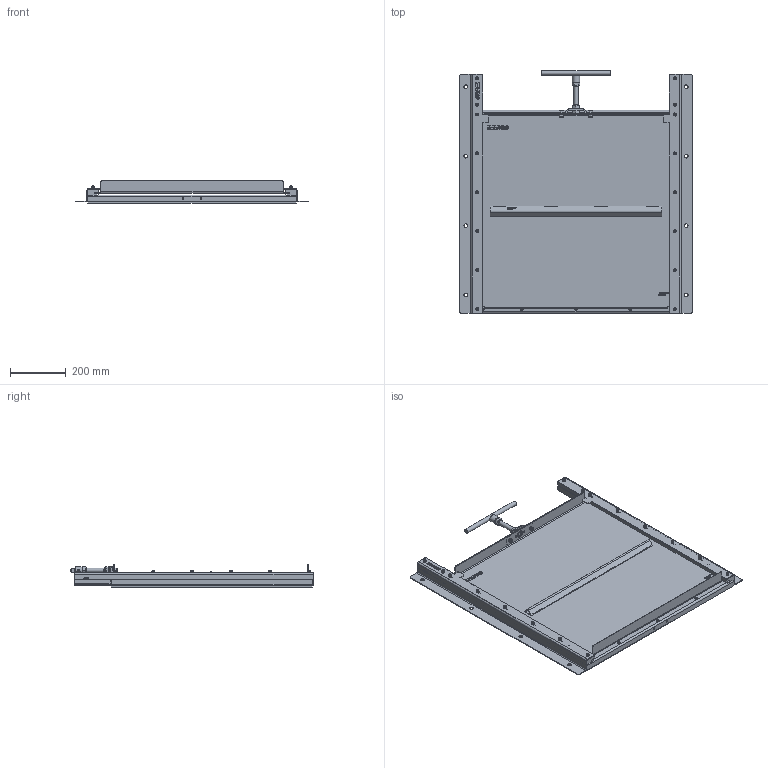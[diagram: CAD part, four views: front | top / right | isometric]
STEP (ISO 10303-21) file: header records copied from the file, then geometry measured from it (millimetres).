
FILE_DESCRIPTION (( 'STEP AP203' ), '1' );
FILE_NAME ('sps-tl630.STEP', '2024-03-27T12:39:54', ( '' ), ( '' ), 'SwSTEP 2.0', 'SolidWorks 2023', '' );
FILE_SCHEMA (( 'CONFIG_CONTROL_DESIGN' ));
Length unit declared in the file: millimetre
Products named in the file (1): sps-tl630
Bounding box: 836 x 872.2 x 79.6 mm (x, y, z)
Surface area: 2514061 mm2 (no closed solid volume)
Topology: 0 solids, 108 shells, 630 faces, 3191 edges, 2652 vertices
Faces by surface type: plane 422, cylinder 112, cone 78, torus 18
Full cylindrical faces by diameter (mm): 6 x8, 6.6 x2, 7.143 x12, 8 x2, 9.3 x3, 9.429 x2, 10 x18, 13 x12, 14 x1, 16 x2, 18 x4, 26 x2, 632 x1
Entity records: 41932 total; most frequent: CARTESIAN_POINT 18860, ORIENTED_EDGE 4227, DIRECTION 3815, EDGE_CURVE 3043, VERTEX_POINT 2625, LINE 1411, VECTOR 1411, AXIS2_PLACEMENT_3D 1202
